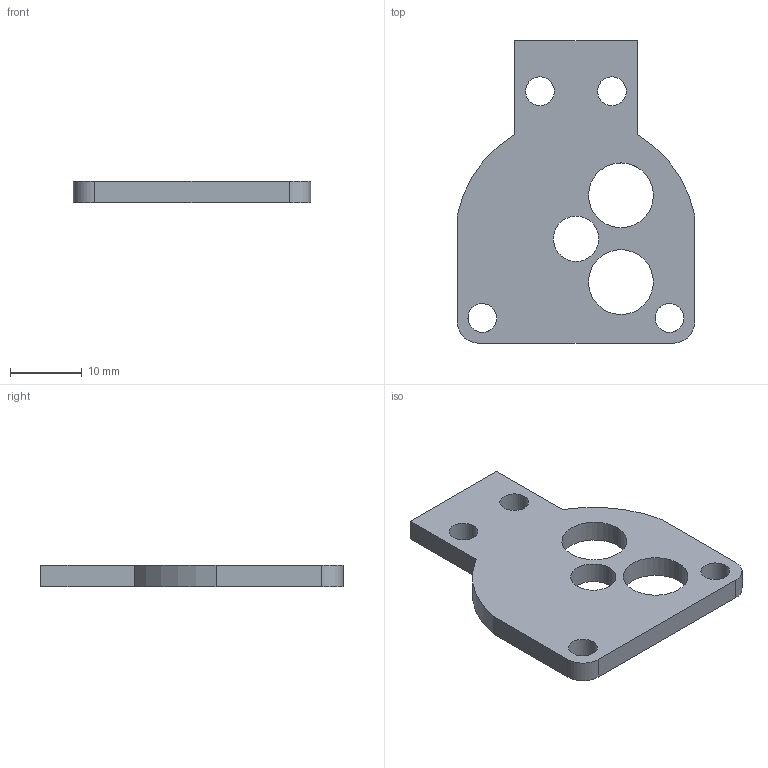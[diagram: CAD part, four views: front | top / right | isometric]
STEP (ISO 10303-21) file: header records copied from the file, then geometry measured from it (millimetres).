
FILE_DESCRIPTION(('HOOPS Exchange Step'),'2;1');
FILE_NAME('temp_export','2023-09-10T08:34:44+02:00',('mobile'),('Shapr3D Limited'),'HOOPS Exchange 2021.2','Shapr3D','Authorized');
FILE_SCHEMA( ('AP203_CONFIGURATION_CONTROLLED_3D_DESIGN_OF_MECHANICAL_PARTS_AND_ASSEMBLIES_MIM_LF') );
Length unit declared in the file: millimetre
Products named in the file (5): Dossier 09; Esquisse; Vice v2; V6; 09D0F2CF-1171-41C0-97AC-399F23A8977F.tmp
Assembly tree (4 placements, depth 4):
  09D0F2CF-1171-41C0-97AC-399F23A8977F.tmp
    V6
      Esquisse
        Dossier 09
      Vice v2
Bounding box: 33 x 42 x 3 mm (x, y, z)
Volume: 2709.6 mm3; surface area: 2598.2 mm2
Topology: 1 solids, 1 shells, 28 faces, 87 edges, 62 vertices
Faces by surface type: plane 13, cylinder 13, bspline 2
Full cylindrical faces by diameter (mm): 4 x2, 6.3 x1, 9 x1
Entity records: 1919 total; most frequent: CARTESIAN_POINT 998, ORIENTED_EDGE 174, DIRECTION 173, EDGE_CURVE 87, AXIS2_PLACEMENT_3D 65, VERTEX_POINT 62, VECTOR 43, LINE 43
